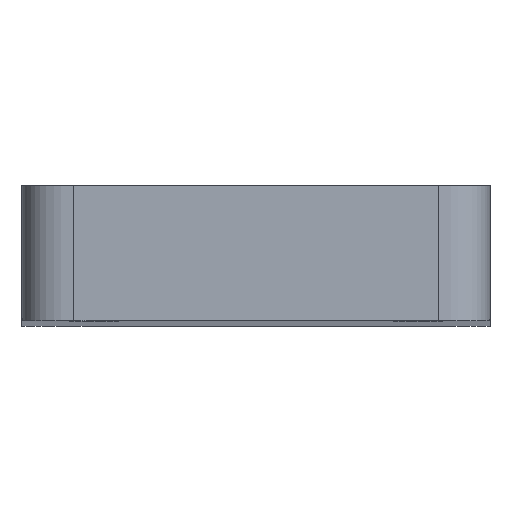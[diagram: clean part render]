
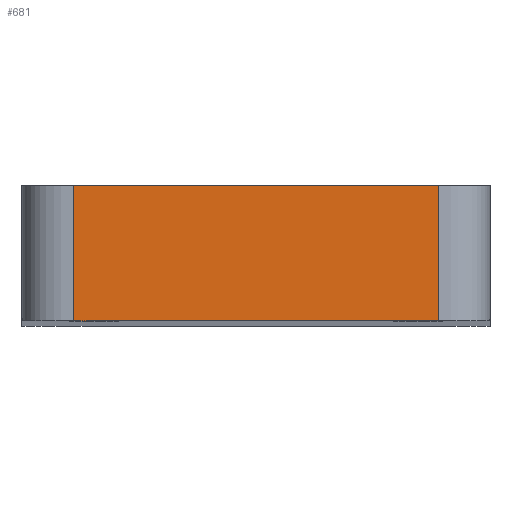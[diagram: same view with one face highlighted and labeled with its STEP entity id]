
A CAD part, top view. The second image highlights one B-rep face of the part: STEP entity #681.
In plain terms, the highlighted free-form (B-spline) face has degree [1, 1] with [2, 2] control points.
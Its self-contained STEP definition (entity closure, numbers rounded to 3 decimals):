
#30=LINE('',#1174,#70);
#33=LINE('',#1223,#73);
#38=LINE('',#1240,#78);
#43=LINE('',#1303,#83);
#70=VECTOR('',#821,1000.);
#73=VECTOR('',#824,1000.);
#78=VECTOR('',#833,1000.);
#83=VECTOR('',#866,1000.);
#105=B_SPLINE_SURFACE_WITH_KNOTS('',1,1,((#1299,#1300),(#1301,#1302)),
 .PLANE_SURF.,.F.,.F.,.F.,(2,2),(2,2),(0.,1.),(0.,1.),.UNSPECIFIED.);
#234=ORIENTED_EDGE('',*,*,#413,.F.);
#235=ORIENTED_EDGE('',*,*,#387,.T.);
#236=ORIENTED_EDGE('',*,*,#394,.F.);
#237=ORIENTED_EDGE('',*,*,#381,.T.);
#381=EDGE_CURVE('',#470,#468,#30,.T.);
#387=EDGE_CURVE('',#473,#475,#33,.T.);
#394=EDGE_CURVE('',#470,#475,#38,.T.);
#413=EDGE_CURVE('',#473,#468,#43,.T.);
#468=VERTEX_POINT('',#1172);
#470=VERTEX_POINT('',#1175);
#473=VERTEX_POINT('',#1211);
#475=VERTEX_POINT('',#1222);
#569=EDGE_LOOP('',(#234,#235,#236,#237));
#619=FACE_BOUND('',#569,.T.);
#681=ADVANCED_FACE('',(#619),#105,.T.);
#821=DIRECTION('',(0.,-1.,0.));
#824=DIRECTION('',(0.,1.,0.));
#833=DIRECTION('',(1.,0.,0.));
#866=DIRECTION('',(-1.,0.,0.));
#1172=CARTESIAN_POINT('',(-17.5,0.,153.75));
#1174=CARTESIAN_POINT('',(-17.5,6.5,153.75));
#1175=CARTESIAN_POINT('',(-17.5,13.,153.75));
#1211=CARTESIAN_POINT('',(17.5,0.,153.75));
#1222=CARTESIAN_POINT('',(17.5,13.,153.75));
#1223=CARTESIAN_POINT('',(17.5,6.5,153.75));
#1240=CARTESIAN_POINT('',(0.,13.,153.75));
#1299=CARTESIAN_POINT('',(-19.25,-0.65,153.75));
#1300=CARTESIAN_POINT('',(-19.25,13.65,153.75));
#1301=CARTESIAN_POINT('',(19.25,-0.65,153.75));
#1302=CARTESIAN_POINT('',(19.25,13.65,153.75));
#1303=CARTESIAN_POINT('',(0.,0.,153.75));
